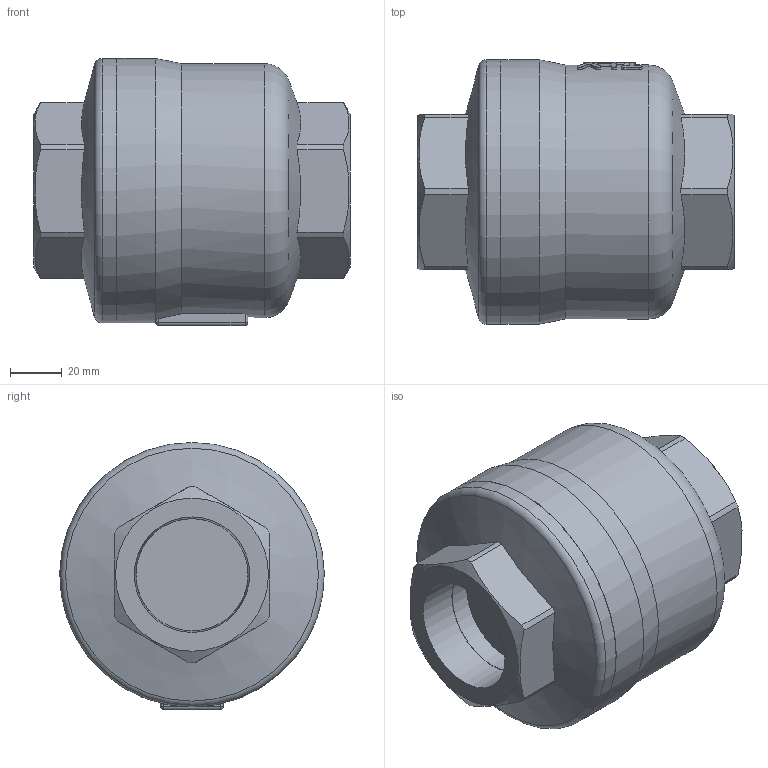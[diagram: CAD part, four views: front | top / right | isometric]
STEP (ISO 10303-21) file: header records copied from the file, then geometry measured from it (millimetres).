
FILE_DESCRIPTION((''),'2;1');
FILE_NAME('ck3mg-040-screw-00.stp','2009-11-18T16:23:52',('nakaot'),(''),'Autodesk Inventor 2008','Autodesk Inventor 2008','');
FILE_SCHEMA(('AUTOMOTIVE_DESIGN { 1 0 10303 214 1 1 1 1 }'));
Length unit declared in the file: millimetre
Products named in the file (1): ck3mg-040-screw-00
Bounding box: 122 x 102 x 103 mm (x, y, z)
Volume: 671095.4 mm3; surface area: 64583.8 mm2
Topology: 1 solids, 1 shells, 105 faces, 266 edges, 169 vertices
Faces by surface type: plane 37, bspline 29, cylinder 28, cone 5, sphere 4, torus 2
Full cylindrical faces by diameter (mm): 50 x1, 98 x1, 102 x2
Entity records: 8702 total; most frequent: CARTESIAN_POINT 6511, ORIENTED_EDGE 480, DIRECTION 372, EDGE_CURVE 240, VERTEX_POINT 161, AXIS2_PLACEMENT_3D 142, EDGE_LOOP 129, FACE_OUTER_BOUND 105
